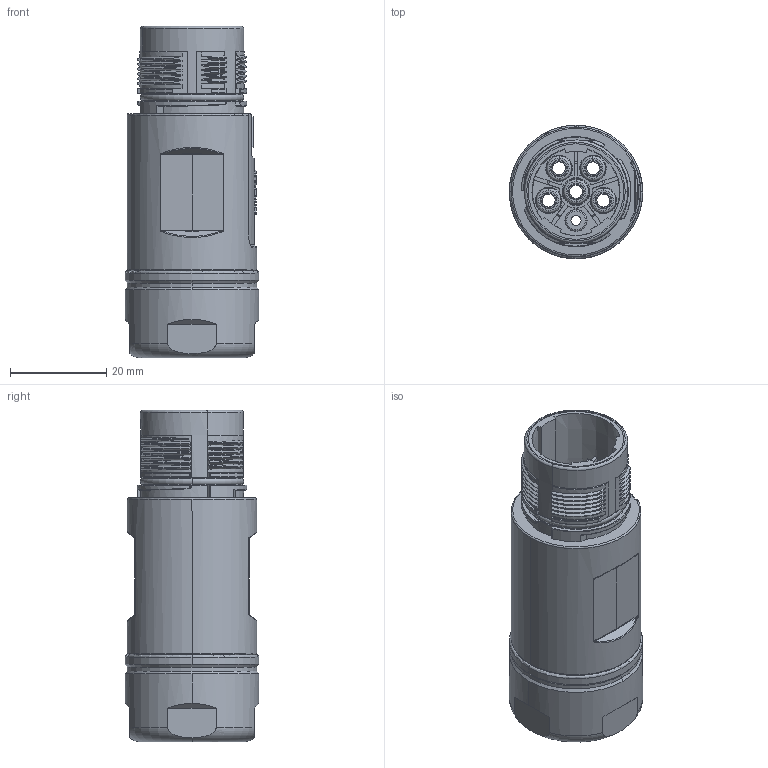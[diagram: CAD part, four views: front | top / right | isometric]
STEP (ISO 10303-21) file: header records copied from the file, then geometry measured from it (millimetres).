
FILE_DESCRIPTION((''),'2;1');
FILE_NAME('M23-MC06-TH-D145','2017-08-31T',('hq.zhang'),(''),'PRO/ENGINEER BY PARAMETRIC TECHNOLOGY CORPORATION, 2012480','PRO/ENGINEER BY PARAMETRIC TECHNOLOGY CORPORATION, 2012480','');
FILE_SCHEMA(('AUTOMOTIVE_DESIGN { 1 0 10303 214 1 1 1 1 }'));
Products named in the file (1): M23-MC06-TH-D145
Bounding box: 27.8 x 27.8 x 69 mm (x, y, z)
Volume: 22182.3 mm3; surface area: 28838.1 mm2
Topology: 1 solids, 1 shells, 2470 faces, 7009 edges, 4527 vertices
Faces by surface type: bspline 666, plane 665, cylinder 557, cone 314, torus 245, sphere 23
Entity records: 120259 total; most frequent: CARTESIAN_POINT 62022, ORIENTED_EDGE 14018, DIRECTION 9766, EDGE_CURVE 7009, VERTEX_POINT 4527, AXIS2_PLACEMENT_3D 3713, B_SPLINE_CURVE_WITH_KNOTS 2760, EDGE_LOOP 2550
